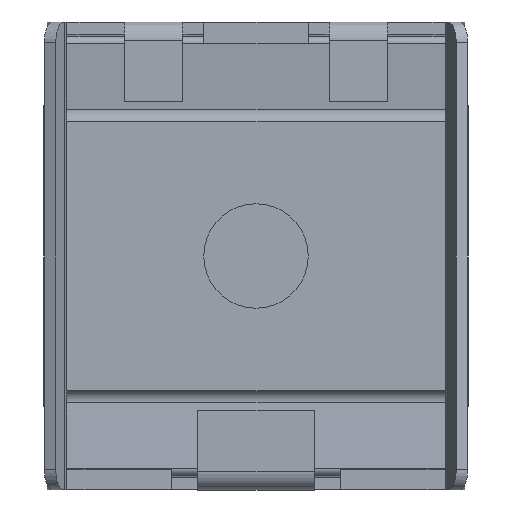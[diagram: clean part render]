
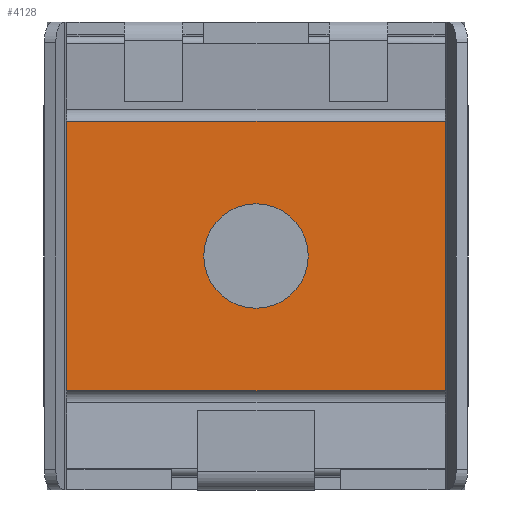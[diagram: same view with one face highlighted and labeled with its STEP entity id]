
A CAD part, front view. The second image highlights one B-rep face of the part: STEP entity #4128.
In plain terms, the highlighted planar face has unit normal (0, -1, 0).
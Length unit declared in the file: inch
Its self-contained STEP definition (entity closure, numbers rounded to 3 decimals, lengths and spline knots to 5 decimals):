
#1406=DIRECTION('',(0.,0.,1.));
#1407=VECTOR('',#1406,0.0646);
#1408=CARTESIAN_POINT('',(-0.0955,-0.06274,-0.0883));
#1409=LINE('',#1408,#1407);
#1410=DIRECTION('',(1.,0.,0.));
#1411=VECTOR('',#1410,0.0905);
#1412=CARTESIAN_POINT('',(-0.0955,-0.06274,-0.0237));
#1413=LINE('',#1412,#1411);
#1414=DIRECTION('',(0.,0.,-1.));
#1415=VECTOR('',#1414,0.0646);
#1416=CARTESIAN_POINT('',(-0.005,-0.06274,-0.0237));
#1417=LINE('',#1416,#1415);
#1418=CARTESIAN_POINT('',(-0.05025,-0.06274,-0.056));
#1419=DIRECTION('',(0.,-1.,0.));
#1420=DIRECTION('',(1.,0.,0.));
#1421=AXIS2_PLACEMENT_3D('',#1418,#1419,#1420);
#1423=CARTESIAN_POINT('',(-0.05025,-0.06274,-0.056));
#1424=DIRECTION('',(0.,-1.,0.));
#1425=DIRECTION('',(-1.,0.,0.));
#1426=AXIS2_PLACEMENT_3D('',#1423,#1424,#1425);
#1428=DIRECTION('',(1.,0.,0.));
#1429=VECTOR('',#1428,0.0905);
#1430=CARTESIAN_POINT('',(-0.0955,-0.06274,-0.0883));
#1431=LINE('',#1430,#1429);
#1812=CARTESIAN_POINT('',(-0.0955,-0.06274,-0.0237));
#1813=VERTEX_POINT('',#1812);
#1814=CARTESIAN_POINT('',(-0.0955,-0.06274,-0.0883));
#1816=VERTEX_POINT('',#1814);
#1878=CARTESIAN_POINT('',(-0.005,-0.06274,-0.0883));
#1879=VERTEX_POINT('',#1878);
#1880=CARTESIAN_POINT('',(-0.005,-0.06274,-0.0237));
#1882=VERTEX_POINT('',#1880);
#2113=CARTESIAN_POINT('',(-0.03775,-0.06274,-0.056));
#2114=CARTESIAN_POINT('',(-0.06275,-0.06274,-0.056));
#2115=VERTEX_POINT('',#2113);
#2116=VERTEX_POINT('',#2114);
#4110=CARTESIAN_POINT('',(-0.05025,-0.06274,-0.056));
#4111=DIRECTION('',(0.,1.,0.));
#4112=DIRECTION('',(1.,0.,0.));
#4113=AXIS2_PLACEMENT_3D('',#4110,#4111,#4112);
#4114=PLANE('',#4113);
#4116=ORIENTED_EDGE('',*,*,#4115,.F.);
#4117=ORIENTED_EDGE('',*,*,#2642,.T.);
#4118=ORIENTED_EDGE('',*,*,#4102,.T.);
#4119=ORIENTED_EDGE('',*,*,#2341,.T.);
#4120=EDGE_LOOP('',(#4116,#4117,#4118,#4119));
#4121=FACE_OUTER_BOUND('',#4120,.F.);
#4123=ORIENTED_EDGE('',*,*,#4122,.T.);
#4125=ORIENTED_EDGE('',*,*,#4124,.T.);
#4126=EDGE_LOOP('',(#4123,#4125));
#4127=FACE_BOUND('',#4126,.F.);
#4128=ADVANCED_FACE('',(#4121,#4127),#4114,.F.);
#1422=CIRCLE('',#1421,0.0125);
#1427=CIRCLE('',#1426,0.0125);
#2341=EDGE_CURVE('',#1882,#1879,#1417,.T.);
#2642=EDGE_CURVE('',#1816,#1813,#1409,.T.);
#4102=EDGE_CURVE('',#1813,#1882,#1413,.T.);
#4115=EDGE_CURVE('',#1816,#1879,#1431,.T.);
#4122=EDGE_CURVE('',#2115,#2116,#1422,.T.);
#4124=EDGE_CURVE('',#2116,#2115,#1427,.T.);
